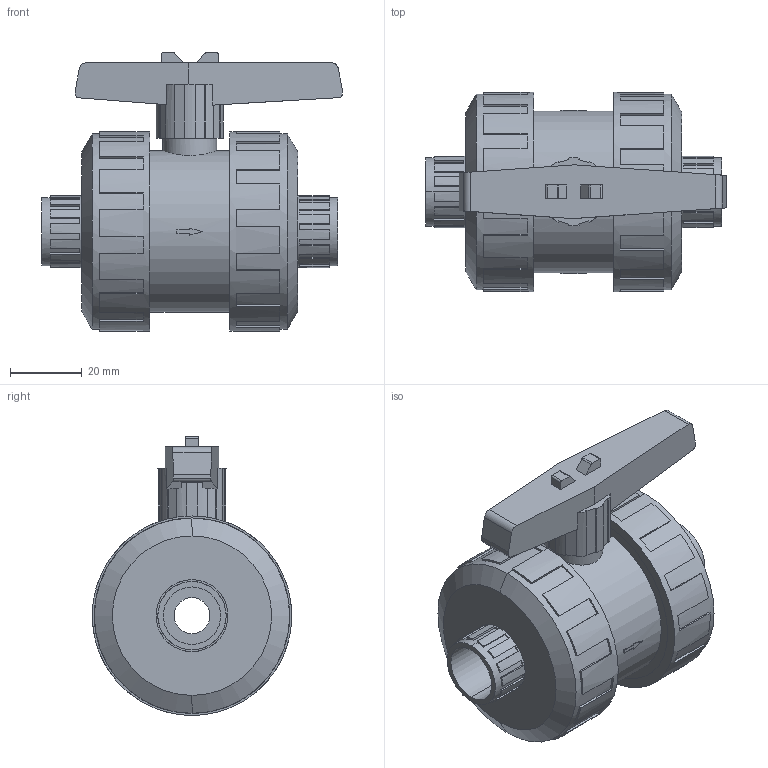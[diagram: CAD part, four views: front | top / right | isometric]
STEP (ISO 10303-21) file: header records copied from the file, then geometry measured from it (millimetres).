
FILE_DESCRIPTION(('STEP AP214'),'1');
FILE_NAME('cctmp_6F5059F4-DE1D-4D33-BCB3-73CF5669198A_2018_12_14_14_7_22_407..stp','2018-12-14T13:07:22',('Praher Valves GmbH'),('CADClick - www.CADClick.com'),'Spatial InterOp 3D',' ','unknown authorization');
FILE_SCHEMA(('AUTOMOTIVE_DESIGN'));
Length unit declared in the file: millimetre
Products named in the file (1): 126986
Bounding box: 83.75 x 55.5 x 77.58 mm (x, y, z)
Volume: 130416.1 mm3; surface area: 40897.6 mm2
Topology: 1 solids, 1 shells, 386 faces, 1076 edges, 711 vertices
Faces by surface type: plane 318, cylinder 64, cone 4
Entity records: 15627 total; most frequent: CARTESIAN_POINT 2241, DIRECTION 2205, ORIENTED_EDGE 2152, EDGE_CURVE 1076, AXIS2_PLACEMENT_3D 745, LINE 715, VECTOR 715, VERTEX_POINT 711
